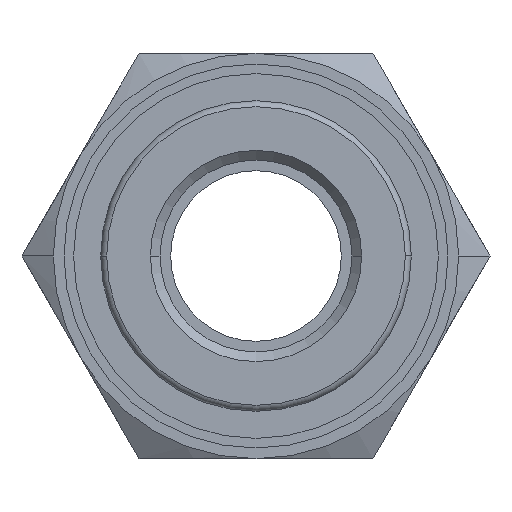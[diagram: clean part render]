
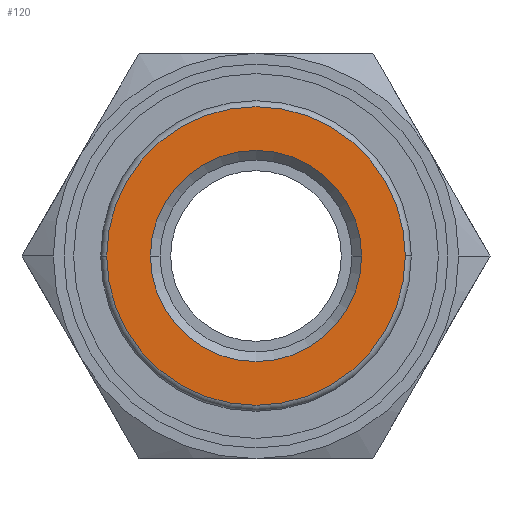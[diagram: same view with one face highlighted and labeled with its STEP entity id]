
A CAD part, front view. The second image highlights one B-rep face of the part: STEP entity #120.
In plain terms, the highlighted planar face has unit normal (0, -1, 0).
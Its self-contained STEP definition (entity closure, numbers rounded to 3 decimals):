
#120=ADVANCED_FACE('',(#273,#274),#275,.T.);
#273=FACE_BOUND('',#458,.T.);
#274=FACE_OUTER_BOUND('',#459,.T.);
#275=PLANE('',#460);
#458=EDGE_LOOP('',(#745,#746));
#459=EDGE_LOOP('',(#747,#748));
#460=AXIS2_PLACEMENT_3D('',#749,#750,#751);
#745=ORIENTED_EDGE('',*,*,#1126,.T.);
#746=ORIENTED_EDGE('',*,*,#1127,.T.);
#747=ORIENTED_EDGE('',*,*,#1128,.T.);
#748=ORIENTED_EDGE('',*,*,#1129,.T.);
#749=CARTESIAN_POINT('',(0.0,0.0,0.0));
#750=DIRECTION('',(0.0,-1.0,0.0));
#751=DIRECTION('',(-1.0,0.0,0.0));
#1126=EDGE_CURVE('',#1358,#1359,#1360,.T.);
#1127=EDGE_CURVE('',#1359,#1358,#1361,.T.);
#1128=EDGE_CURVE('',#1362,#1363,#1364,.T.);
#1129=EDGE_CURVE('',#1363,#1362,#1365,.T.);
#1358=VERTEX_POINT('',#1718);
#1359=VERTEX_POINT('',#1719);
#1360=CIRCLE('',#1720,4.95);
#1361=CIRCLE('',#1721,4.95);
#1362=VERTEX_POINT('',#1722);
#1363=VERTEX_POINT('',#1723);
#1364=CIRCLE('',#1724,7.0);
#1365=CIRCLE('',#1725,7.0);
#1718=CARTESIAN_POINT('',(-4.95,0.0,0.));
#1719=CARTESIAN_POINT('',(4.95,0.0,0.));
#1720=AXIS2_PLACEMENT_3D('',#2005,#2006,#2007);
#1721=AXIS2_PLACEMENT_3D('',#2008,#2009,#2010);
#1722=CARTESIAN_POINT('',(7.0,0.0,0.0));
#1723=CARTESIAN_POINT('',(-7.0,0.0,0.));
#1724=AXIS2_PLACEMENT_3D('',#2011,#2012,#2013);
#1725=AXIS2_PLACEMENT_3D('',#2014,#2015,#2016);
#2005=CARTESIAN_POINT('',(0.0,0.0,0.0));
#2006=DIRECTION('',(-0.0,1.0,0.0));
#2007=DIRECTION('',(1.0,0.0,0.0));
#2008=CARTESIAN_POINT('',(0.0,0.0,0.0));
#2009=DIRECTION('',(-0.0,1.0,0.0));
#2010=DIRECTION('',(1.0,0.0,0.0));
#2011=CARTESIAN_POINT('',(0.0,0.0,0.0));
#2012=DIRECTION('',(0.0,-1.0,0.0));
#2013=DIRECTION('',(1.0,0.0,0.0));
#2014=CARTESIAN_POINT('',(0.0,0.0,0.0));
#2015=DIRECTION('',(0.0,-1.0,0.0));
#2016=DIRECTION('',(1.0,0.0,0.0));
